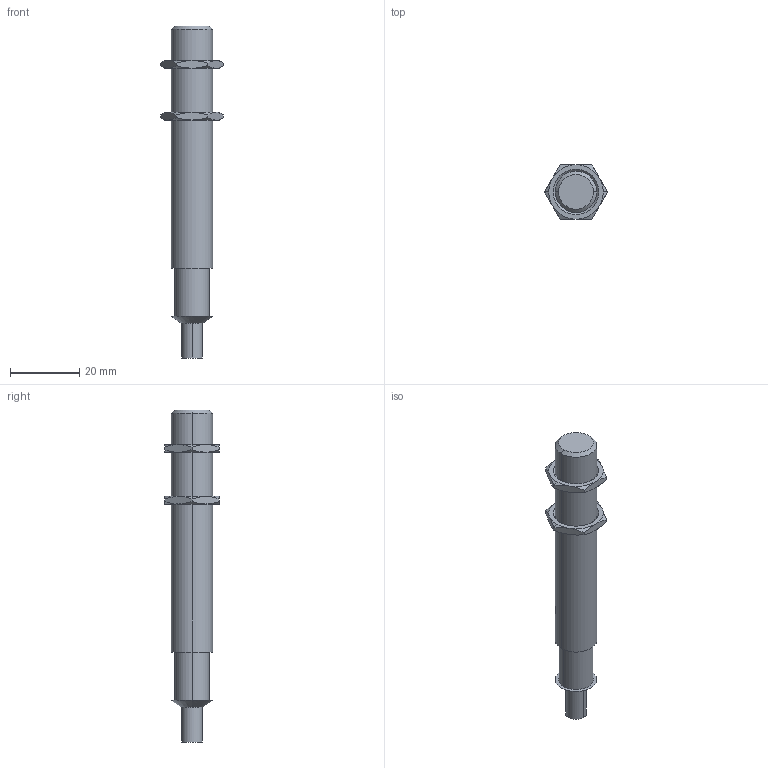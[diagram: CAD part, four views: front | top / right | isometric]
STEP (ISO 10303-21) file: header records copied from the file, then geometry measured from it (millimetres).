
FILE_DESCRIPTION((''),'2;1');
FILE_NAME('ASM0001_ASM','2012-02-09T',('dhelisch'),(''),'PRO/ENGINEER BY PARAMETRIC TECHNOLOGY CORPORATION, 2007250','PRO/ENGINEER BY PARAMETRIC TECHNOLOGY CORPORATION, 2007250','');
FILE_SCHEMA(('CONFIG_CONTROL_DESIGN'));
Length unit declared in the file: millimetre
Products named in the file (3): PRT0001; SECHSKANTMUTTER_3; ASM0001_ASM
Assembly tree (3 placements, depth 2):
  ASM0001_ASM
    PRT0001
    SECHSKANTMUTTER_3  x2
Bounding box: 18.2 x 15.77 x 96 mm (x, y, z)
Volume: 9818.4 mm3; surface area: 4280.2 mm2
Topology: 3 solids, 3 shells, 74 faces, 156 edges, 90 vertices
Faces by surface type: cone 44, plane 20, cylinder 10
Entity records: 1576 total; most frequent: CARTESIAN_POINT 348, DIRECTION 210, ORIENTED_EDGE 184, AXIS2_PLACEMENT_3D 92, EDGE_CURVE 92, COLOUR_RGB 74, VERTEX_POINT 54, EDGE_LOOP 48
